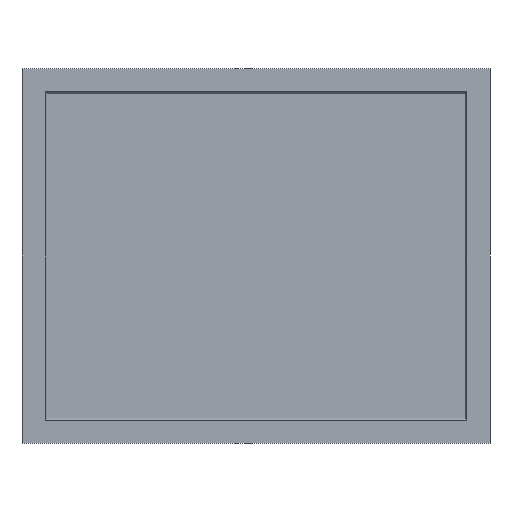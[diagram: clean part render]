
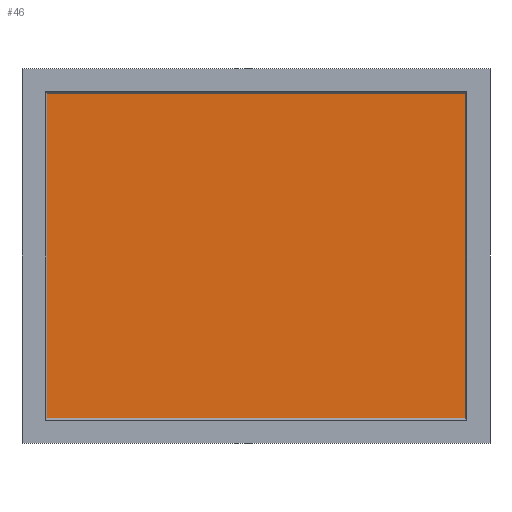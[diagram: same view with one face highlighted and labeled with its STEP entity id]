
A CAD part, left-side view. The second image highlights one B-rep face of the part: STEP entity #46.
In plain terms, the highlighted planar face has unit normal (-1, 0, 0).
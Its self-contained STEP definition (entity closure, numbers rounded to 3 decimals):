
#46=ADVANCED_FACE('',(#67),#57,.F.);
#57=PLANE('',#227);
#67=FACE_OUTER_BOUND('',#79,.T.);
#79=EDGE_LOOP('',(#124,#125,#126,#127));
#124=ORIENTED_EDGE('',*,*,#161,.T.);
#125=ORIENTED_EDGE('',*,*,#167,.T.);
#126=ORIENTED_EDGE('',*,*,#165,.T.);
#127=ORIENTED_EDGE('',*,*,#163,.T.);
#140=VERTEX_POINT('',#312);
#141=VERTEX_POINT('',#314);
#142=VERTEX_POINT('',#318);
#143=VERTEX_POINT('',#322);
#161=EDGE_CURVE('',#141,#140,#185,.T.);
#163=EDGE_CURVE('',#142,#141,#187,.T.);
#165=EDGE_CURVE('',#143,#142,#189,.T.);
#167=EDGE_CURVE('',#140,#143,#191,.T.);
#185=LINE('',#313,#209);
#187=LINE('',#317,#211);
#189=LINE('',#321,#213);
#191=LINE('',#325,#215);
#209=VECTOR('',#259,1.);
#211=VECTOR('',#263,1.);
#213=VECTOR('',#267,1.);
#215=VECTOR('',#271,1.);
#227=AXIS2_PLACEMENT_3D('',#327,#274,#275);
#259=DIRECTION('',(0.,0.,-1.));
#263=DIRECTION('',(0.,1.,0.));
#267=DIRECTION('',(0.,0.,1.));
#271=DIRECTION('',(0.,-1.,0.));
#274=DIRECTION('',(1.,0.,0.));
#275=DIRECTION('',(0.,0.,-1.));
#312=CARTESIAN_POINT('',(-15.,670.,80.));
#313=CARTESIAN_POINT('',(-15.,670.,0.));
#314=CARTESIAN_POINT('',(-15.,670.,1120.));
#317=CARTESIAN_POINT('',(-15.,0.,1120.));
#318=CARTESIAN_POINT('',(-15.,-670.,1120.));
#321=CARTESIAN_POINT('',(-15.,-670.,0.));
#322=CARTESIAN_POINT('',(-15.,-670.,80.));
#325=CARTESIAN_POINT('',(-15.,0.,80.));
#327=CARTESIAN_POINT('',(-15.,0.,0.));
